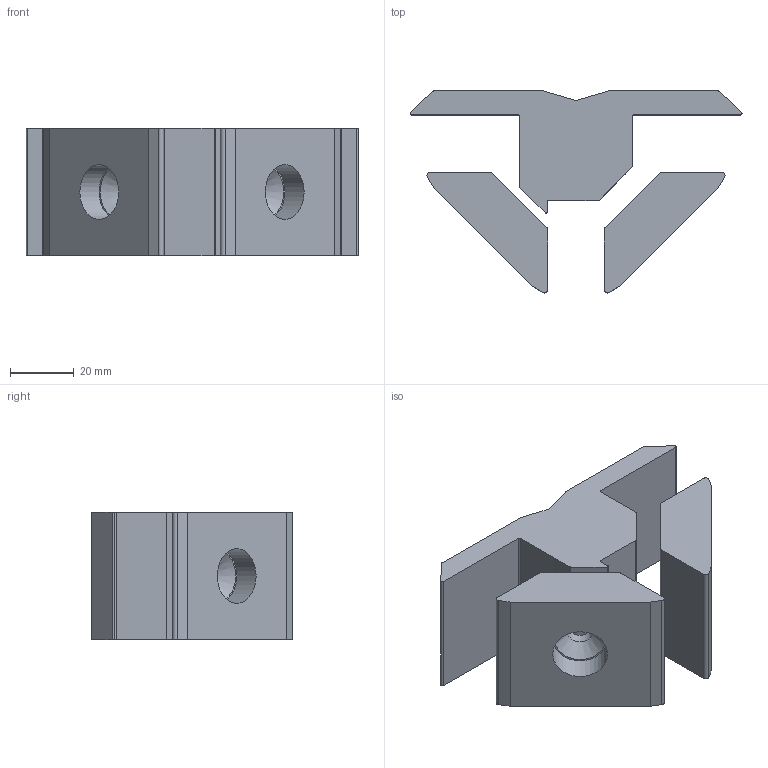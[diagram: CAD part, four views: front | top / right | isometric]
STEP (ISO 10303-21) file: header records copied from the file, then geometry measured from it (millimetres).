
FILE_DESCRIPTION(/* description */ (''),/* implementation_level */ '2;1');
FILE_NAME(/* name */ 'Connecteur T v7.step',/* time_stamp */ '2024-01-07T14:15:15+01:00',/* author */ (''),/* organization */ (''),/* preprocessor_version */ 'ST-DEVELOPER v19.2',/* originating_system */ 'Autodesk Translation Framework v12.4.0.73',/* authorisation */ '');
FILE_SCHEMA (('AUTOMOTIVE_DESIGN { 1 0 10303 214 3 1 1 }'));
Length unit declared in the file: millimetre
Products named in the file (5): Connecteur T; Contre serrage connecteur; Composant1; Contre serrage connecteur v3(Symétrie miroir); Composant1(Symétrie miroir)
Assembly tree (4 placements, depth 3):
  Connecteur T
    Contre serrage connecteur
      Composant1
    Contre serrage connecteur v3(Symétrie miroir)
      Composant1(Symétrie miroir)
Bounding box: 104.21 x 63.38 x 40 mm (x, y, z)
Volume: 106033.9 mm3; surface area: 29243.8 mm2
Topology: 3 solids, 3 shells, 82 faces, 218 edges, 144 vertices
Faces by surface type: plane 49, cylinder 31, cone 2
Full cylindrical faces by diameter (mm): 8.25 x2, 8.3 x3, 17.2 x2
Entity records: 2710 total; most frequent: DIRECTION 466, CARTESIAN_POINT 463, ORIENTED_EDGE 436, EDGE_CURVE 218, AXIS2_PLACEMENT_3D 159, LINE 148, VECTOR 148, VERTEX_POINT 144
